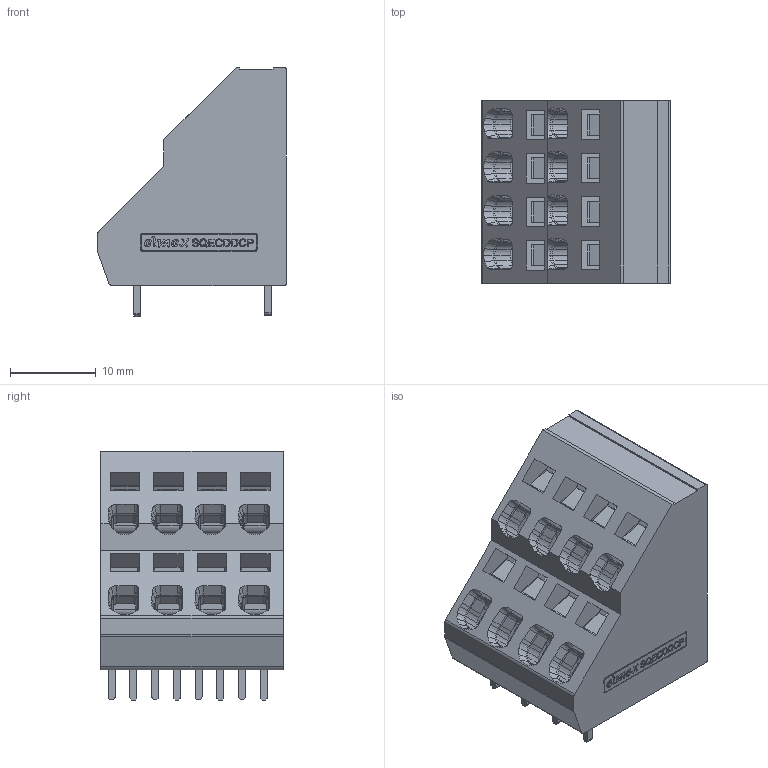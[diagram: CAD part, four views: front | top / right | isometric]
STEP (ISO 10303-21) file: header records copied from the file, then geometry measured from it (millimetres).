
FILE_DESCRIPTION(/* description */ ('Unknown'),/* implementation_level */ '2;1');
FILE_NAME(/* name */ 'SQECDD-4W',/* time_stamp */ '2024-06-27T11:13:51+06:00',/* author */ ('Unknown'),/* organization */ ('Unknown'),/* preprocessor_version */ 'ST-DEVELOPER v16.7',/* originating_system */ 'Solid Edge',/* authorisation */ 'Unknown');
FILE_SCHEMA (('AUTOMOTIVE_DESIGN {1 0 10303 214 3 1 1}'));
Products named in the file (1): Part1
Bounding box: 22.07 x 21.32 x 29.1 mm (x, y, z)
Volume: 5038.3 mm3; surface area: 10693.5 mm2
Topology: 1 solids, 68 shells, 3301 faces, 9179 edges, 5932 vertices
Faces by surface type: plane 1742, cylinder 966, bspline 315, torus 160, cone 118
Full cylindrical faces by diameter (mm): 1.2 x32, 1.5 x24
Entity records: 134498 total; most frequent: CARTESIAN_POINT 27452, ORIENTED_EDGE 18024, DIRECTION 16795, EDGE_CURVE 9012, VERTEX_POINT 5901, LINE 5851, VECTOR 5851, AXIS2_PLACEMENT_3D 5472
